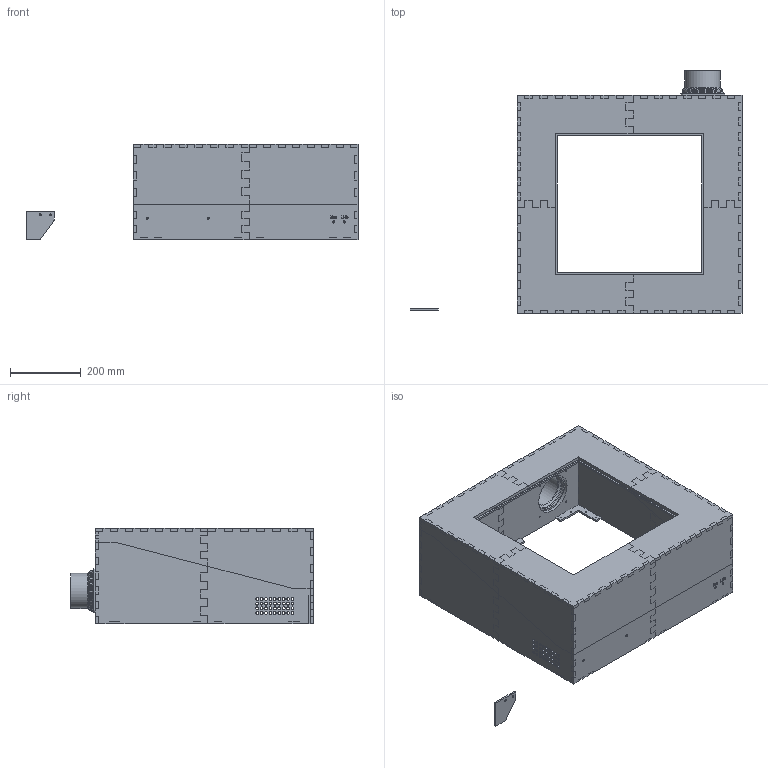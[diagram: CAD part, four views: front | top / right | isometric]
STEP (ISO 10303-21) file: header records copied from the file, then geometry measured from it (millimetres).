
FILE_DESCRIPTION(/* description */ (''),/* implementation_level */ '2;1');
FILE_NAME(/* name */ 'Ray 5 Enclosure.step',/* time_stamp */ '2023-05-10T14:41:13+01:00',/* author */ (''),/* organization */ (''),/* preprocessor_version */ 'ST-DEVELOPER v19.2',/* originating_system */ 'Autodesk Translation Framework v12.4.0.73',/* authorisation */ '');
FILE_SCHEMA (('AUTOMOTIVE_DESIGN { 1 0 10303 214 3 1 1 }'));
Length unit declared in the file: millimetre
Products named in the file (5): enclosure with fans; Bottom; Top; VENT; foot
Assembly tree (4 placements, depth 2):
  enclosure with fans
    Bottom
    Top
    VENT
    foot
Bounding box: 941.53 x 688 x 270 mm (x, y, z)
Volume: 8689863.5 mm3; surface area: 2411898.6 mm2
Topology: 46 solids, 46 shells, 1668 faces, 4704 edges, 3136 vertices
Faces by surface type: plane 1458, cylinder 128, bspline 72, torus 7, cone 3
Full cylindrical faces by diameter (mm): 4 x8, 4.2 x28, 5.5 x4, 6 x2, 8 x72, 90 x1, 100 x1, 104 x1, 114 x2
Entity records: 54361 total; most frequent: CARTESIAN_POINT 10781, ORIENTED_EDGE 9408, DIRECTION 8051, EDGE_CURVE 4704, LINE 4269, VECTOR 4269, VERTEX_POINT 3136, EDGE_LOOP 1908
